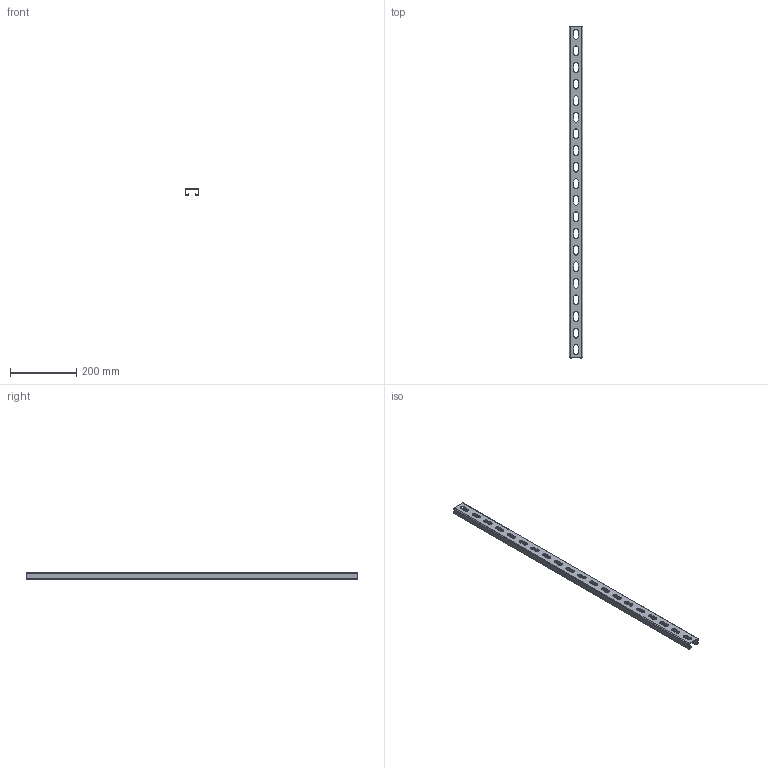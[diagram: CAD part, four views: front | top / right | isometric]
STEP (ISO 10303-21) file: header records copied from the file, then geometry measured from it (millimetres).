
FILE_DESCRIPTION((''),'2;1');
FILE_NAME('620111_PRT','2018-12-05T12:35:47',('tomasz.grudniewski'),(''),'CREO PARAMETRIC BY PTC INC, 2018260','CREO PARAMETRIC BY PTC INC, 2018260','');
FILE_SCHEMA(('CONFIG_CONTROL_DESIGN'));
Length unit declared in the file: millimetre
Products named in the file (1): 620111_PRT
Bounding box: 41 x 1000 x 21 mm (x, y, z)
Volume: 146128.1 mm3; surface area: 200396.1 mm2
Topology: 1 solids, 1 shells, 134 faces, 348 edges, 216 vertices
Faces by surface type: plane 82, cylinder 52
Entity records: 4170 total; most frequent: DIRECTION 720, CARTESIAN_POINT 698, ORIENTED_EDGE 696, EDGE_CURVE 348, VECTOR 244, LINE 244, AXIS2_PLACEMENT_3D 238, VERTEX_POINT 216
